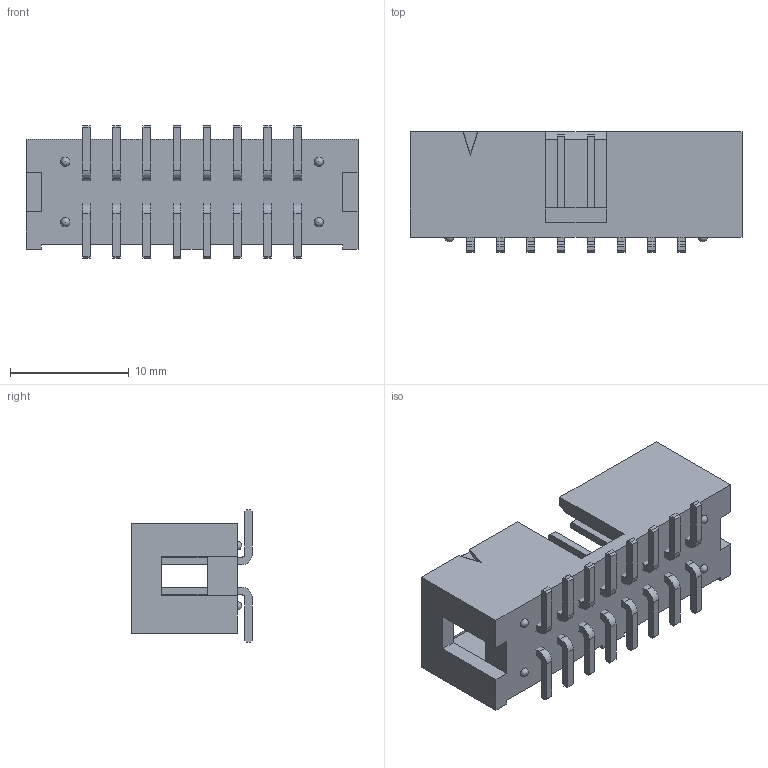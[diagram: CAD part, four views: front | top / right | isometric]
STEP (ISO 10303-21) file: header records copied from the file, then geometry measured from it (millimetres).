
FILE_DESCRIPTION(/* description */ ('STEP AP214'),/* implementation_level */ '2;1');
FILE_NAME(/* name */ 'HTST-108-01-L-DV',/* time_stamp */ '2023-10-01T17:01:36+02:00',/* author */ ('License CC BY-ND 4.0'),/* organization */ ('CADENAS'),/* preprocessor_version */ 'ST-DEVELOPER v19.3',/* originating_system */ 'PARTsolutions',/* authorisation */ ' ');
FILE_SCHEMA (('AUTOMOTIVE_DESIGN {1 0 10303 214 3 1 1}'));
Length unit declared in the file: inch
Products named in the file (5): HTST-108-01-L-DV; T-1S6-08-01-DV-L2_; T-1S6-08-01-DV-L_; HTST-First_Position_Indicator; HTST-108-01-DV_header
Assembly tree (4 placements, depth 2):
  HTST-108-01-L-DV
    T-1S6-08-01-DV-L2_
    T-1S6-08-01-DV-L_
    HTST-First_Position_Indicator
    HTST-108-01-DV_header
Bounding box: 27.94 x 10.16 x 11.18 mm (x, y, z)
Volume: 1211.2 mm3; surface area: 2290.8 mm2
Topology: 4 solids, 4 shells, 312 faces, 918 edges, 610 vertices
Faces by surface type: plane 276, cylinder 32, sphere 4
Entity records: 10270 total; most frequent: CARTESIAN_POINT 1825, ORIENTED_EDGE 1812, DIRECTION 1608, EDGE_CURVE 906, LINE 838, VECTOR 838, VERTEX_POINT 602, AXIS2_PLACEMENT_3D 385
